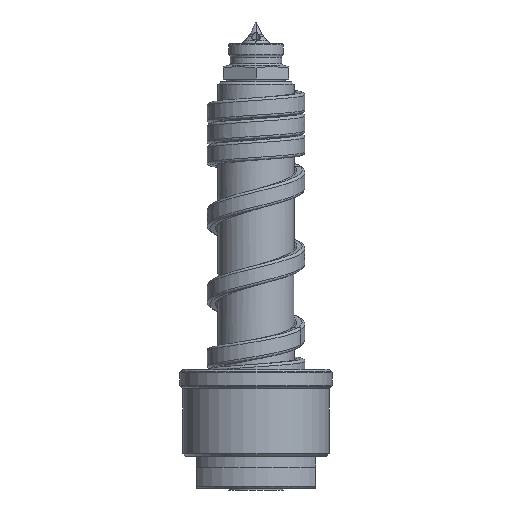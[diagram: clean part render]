
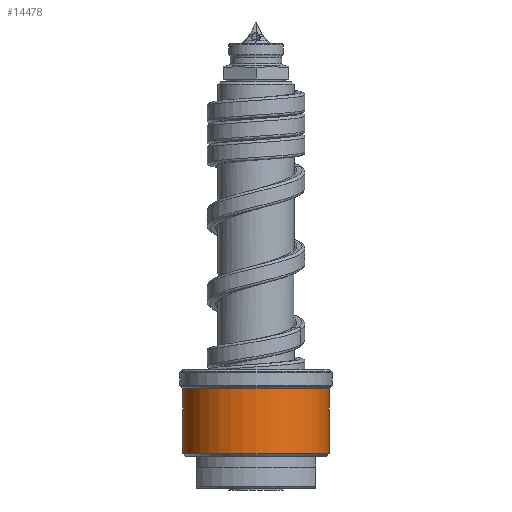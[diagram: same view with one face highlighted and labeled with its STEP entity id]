
A CAD part, front view. The second image highlights one B-rep face of the part: STEP entity #14478.
In plain terms, the highlighted cylindrical face has radius 13.5 mm (diameter 27 mm), a partial arc.
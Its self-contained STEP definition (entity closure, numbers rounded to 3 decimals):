
#4543=CARTESIAN_POINT('',(0.,0.,6.582));
#4544=DIRECTION('',(0.,0.,1.));
#4545=DIRECTION('',(-1.,0.,0.));
#4546=AXIS2_PLACEMENT_3D('',#4543,#4544,#4545);
#4548=DIRECTION('',(0.,0.,-1.));
#4549=VECTOR('',#4548,11.835);
#4550=CARTESIAN_POINT('',(-13.5,0.,18.417));
#4551=LINE('',#4550,#4549);
#4552=CARTESIAN_POINT('',(0.,0.,18.417));
#4553=DIRECTION('',(0.,0.,1.));
#4554=DIRECTION('',(-1.,0.,0.));
#4555=AXIS2_PLACEMENT_3D('',#4552,#4553,#4554);
#4557=DIRECTION('',(0.,0.,-1.));
#4558=VECTOR('',#4557,11.835);
#4559=CARTESIAN_POINT('',(13.5,0.,18.417));
#4560=LINE('',#4559,#4558);
#6554=CARTESIAN_POINT('',(13.5,0.,18.417));
#6555=CARTESIAN_POINT('',(-13.5,0.,18.417));
#6556=VERTEX_POINT('',#6554);
#6557=VERTEX_POINT('',#6555);
#6580=CARTESIAN_POINT('',(13.5,0.,6.582));
#6581=VERTEX_POINT('',#6580);
#6582=CARTESIAN_POINT('',(-13.5,0.,6.582));
#6583=VERTEX_POINT('',#6582);
#14466=CARTESIAN_POINT('',(0.,0.,5.2));
#14467=DIRECTION('',(0.,0.,1.));
#14468=DIRECTION('',(-1.,0.,0.));
#14469=AXIS2_PLACEMENT_3D('',#14466,#14467,#14468);
#14470=CYLINDRICAL_SURFACE('',#14469,13.5);
#14471=ORIENTED_EDGE('',*,*,#14423,.F.);
#14472=ORIENTED_EDGE('',*,*,#14457,.F.);
#14474=ORIENTED_EDGE('',*,*,#14473,.T.);
#14475=ORIENTED_EDGE('',*,*,#14453,.T.);
#14476=EDGE_LOOP('',(#14471,#14472,#14474,#14475));
#14477=FACE_OUTER_BOUND('',#14476,.F.);
#4547=CIRCLE('',#4546,13.5);
#4556=CIRCLE('',#4555,13.5);
#14423=EDGE_CURVE('',#6583,#6581,#4547,.T.);
#14453=EDGE_CURVE('',#6556,#6581,#4560,.T.);
#14457=EDGE_CURVE('',#6557,#6583,#4551,.T.);
#14473=EDGE_CURVE('',#6557,#6556,#4556,.T.);
#14478=ADVANCED_FACE('',(#14477),#14470,.T.);
